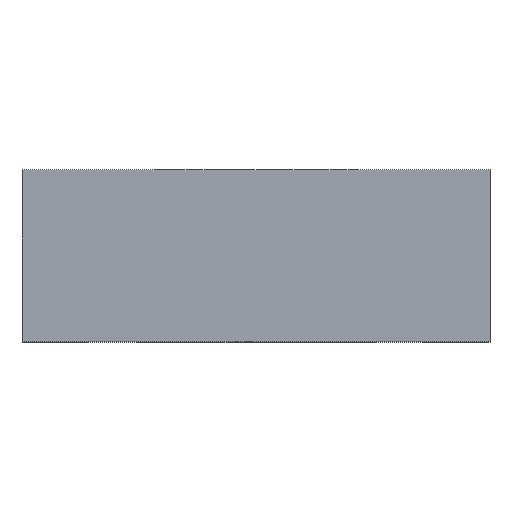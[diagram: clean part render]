
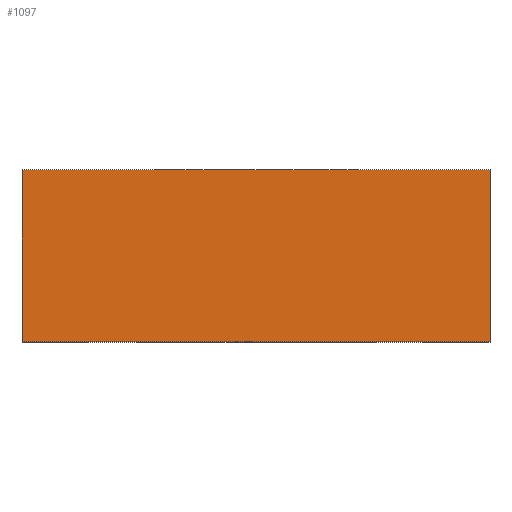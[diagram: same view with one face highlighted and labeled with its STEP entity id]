
A CAD part, top view. The second image highlights one B-rep face of the part: STEP entity #1097.
In plain terms, the highlighted planar face has unit normal (0, 0, 1).
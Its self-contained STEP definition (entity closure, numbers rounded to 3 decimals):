
#32 = DIRECTION ( 'NONE',  ( 1., 0., 0. ) ) ;
#96 = AXIS2_PLACEMENT_3D ( 'NONE', #541, #520, #127 ) ;
#101 = CARTESIAN_POINT ( 'NONE',  ( 1.225, 0.45, 1.675 ) ) ;
#110 = LINE ( 'NONE', #938, #808 ) ;
#123 = EDGE_CURVE ( 'NONE', #387, #858, #915, .T. ) ;
#127 = DIRECTION ( 'NONE',  ( 1., 0., 0. ) ) ;
#154 = VERTEX_POINT ( 'NONE', #908 ) ;
#224 = EDGE_CURVE ( 'NONE', #154, #1024, #110, .T. ) ;
#236 = ORIENTED_EDGE ( 'NONE', *, *, #123, .T. ) ;
#341 = EDGE_CURVE ( 'NONE', #1024, #387, #1062, .T. ) ;
#387 = VERTEX_POINT ( 'NONE', #768 ) ;
#395 = ORIENTED_EDGE ( 'NONE', *, *, #817, .F. ) ;
#435 = CARTESIAN_POINT ( 'NONE',  ( 1.225, 0.45, 1.675 ) ) ;
#520 = DIRECTION ( 'NONE',  ( 0., 0., 1. ) ) ;
#541 = CARTESIAN_POINT ( 'NONE',  ( 1.225, 0.45, 1.675 ) ) ;
#545 = ORIENTED_EDGE ( 'NONE', *, *, #341, .T. ) ;
#646 = FACE_OUTER_BOUND ( 'NONE', #1012, .T. ) ;
#728 = VECTOR ( 'NONE', #32, 1000. ) ;
#732 = DIRECTION ( 'NONE',  ( 1., 0., 0. ) ) ;
#768 = CARTESIAN_POINT ( 'NONE',  ( 1.225, -0.45, 1.675 ) ) ;
#808 = VECTOR ( 'NONE', #826, 1000. ) ;
#817 = EDGE_CURVE ( 'NONE', #154, #858, #1131, .T. ) ;
#826 = DIRECTION ( 'NONE',  ( 0., -1., 0. ) ) ;
#858 = VERTEX_POINT ( 'NONE', #435 ) ;
#908 = CARTESIAN_POINT ( 'NONE',  ( -1.225, 0.45, 1.675 ) ) ;
#915 = LINE ( 'NONE', #996, #1107 ) ;
#938 = CARTESIAN_POINT ( 'NONE',  ( -1.225, 0.45, 1.675 ) ) ;
#996 = CARTESIAN_POINT ( 'NONE',  ( 1.225, 0.45, 1.675 ) ) ;
#998 = CARTESIAN_POINT ( 'NONE',  ( -1.225, -0.45, 1.675 ) ) ;
#1012 = EDGE_LOOP ( 'NONE', ( #545, #236, #395, #1082 ) ) ;
#1024 = VERTEX_POINT ( 'NONE', #998 ) ;
#1062 = LINE ( 'NONE', #1273, #728 ) ;
#1082 = ORIENTED_EDGE ( 'NONE', *, *, #224, .T. ) ;
#1097 = ADVANCED_FACE ( 'NONE', ( #646 ), #1244, .T. ) ;
#1107 = VECTOR ( 'NONE', #1327, 1000. ) ;
#1131 = LINE ( 'NONE', #101, #1277 ) ;
#1244 = PLANE ( 'NONE',  #96 ) ;
#1273 = CARTESIAN_POINT ( 'NONE',  ( 1.225, -0.45, 1.675 ) ) ;
#1277 = VECTOR ( 'NONE', #732, 1000. ) ;
#1327 = DIRECTION ( 'NONE',  ( 0., 1., 0. ) ) ;
